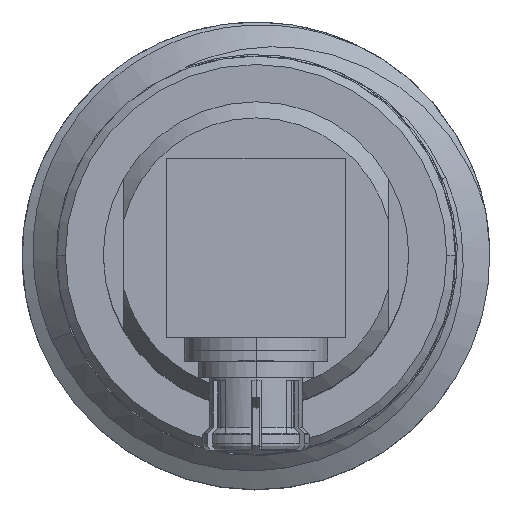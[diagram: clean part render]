
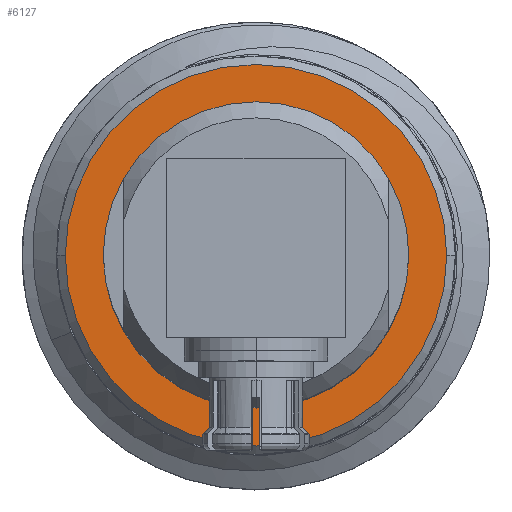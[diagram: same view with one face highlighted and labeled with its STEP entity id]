
A CAD part, top view. The second image highlights one B-rep face of the part: STEP entity #6127.
In plain terms, the highlighted face is planar.
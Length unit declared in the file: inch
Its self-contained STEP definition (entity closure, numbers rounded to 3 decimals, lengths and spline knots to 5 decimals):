
#43 = VERTEX_POINT ( 'NONE', #5129 ) ;
#280 = DIRECTION ( 'NONE',  ( 0., -1., 0. ) ) ;
#404 = CARTESIAN_POINT ( 'NONE',  ( 0.34994, 0., 0. ) ) ;
#425 = FACE_OUTER_BOUND ( 'NONE', #7854, .T. ) ;
#930 = EDGE_CURVE ( 'NONE', #1256, #43, #1543, .T. ) ;
#1048 = DIRECTION ( 'NONE',  ( 1., 0., 0. ) ) ;
#1087 = CARTESIAN_POINT ( 'NONE',  ( 0.34994, 0., 0. ) ) ;
#1123 = DIRECTION ( 'NONE',  ( 0., 1., 0. ) ) ;
#1256 = VERTEX_POINT ( 'NONE', #2689 ) ;
#1543 = CIRCLE ( 'NONE', #1808, 0.09 ) ;
#1623 = CARTESIAN_POINT ( 'NONE',  ( 0.34994, 0., -0.11238 ) ) ;
#1764 = DIRECTION ( 'NONE',  ( 0., -1., 0. ) ) ;
#1798 = DIRECTION ( 'NONE',  ( -1., 0., 0. ) ) ;
#1808 = AXIS2_PLACEMENT_3D ( 'NONE', #6852, #8219, #5612 ) ;
#1830 = AXIS2_PLACEMENT_3D ( 'NONE', #404, #1048, #280 ) ;
#2057 = CARTESIAN_POINT ( 'NONE',  ( 0.34994, 0., 0. ) ) ;
#2298 = EDGE_CURVE ( 'NONE', #4610, #4067, #4986, .T. ) ;
#2689 = CARTESIAN_POINT ( 'NONE',  ( 0.34994, -0.09, 0. ) ) ;
#2950 = CIRCLE ( 'NONE', #5962, 0.09 ) ;
#3522 = DIRECTION ( 'NONE',  ( 0., -1., 0. ) ) ;
#3929 = ORIENTED_EDGE ( 'NONE', *, *, #7670, .T. ) ;
#4067 = VERTEX_POINT ( 'NONE', #1623 ) ;
#4111 = ORIENTED_EDGE ( 'NONE', *, *, #930, .F. ) ;
#4204 = EDGE_LOOP ( 'NONE', ( #5441, #4111 ) ) ;
#4610 = VERTEX_POINT ( 'NONE', #6251 ) ;
#4857 = AXIS2_PLACEMENT_3D ( 'NONE', #2057, #5400, #3522 ) ;
#4986 = CIRCLE ( 'NONE', #1830, 0.11238 ) ;
#5129 = CARTESIAN_POINT ( 'NONE',  ( 0.34994, 0.09, 0. ) ) ;
#5400 = DIRECTION ( 'NONE',  ( 1., 0., 0. ) ) ;
#5441 = ORIENTED_EDGE ( 'NONE', *, *, #6432, .F. ) ;
#5612 = DIRECTION ( 'NONE',  ( 0., 1., 0. ) ) ;
#5962 = AXIS2_PLACEMENT_3D ( 'NONE', #1087, #6248, #1123 ) ;
#6127 = ADVANCED_FACE ( 'NONE', ( #425, #6232 ), #7674, .F. ) ;
#6232 = FACE_BOUND ( 'NONE', #4204, .T. ) ;
#6248 = DIRECTION ( 'NONE',  ( 1., 0., 0. ) ) ;
#6251 = CARTESIAN_POINT ( 'NONE',  ( 0.34994, 0., 0.11238 ) ) ;
#6432 = EDGE_CURVE ( 'NONE', #43, #1256, #2950, .T. ) ;
#6852 = CARTESIAN_POINT ( 'NONE',  ( 0.34994, 0., 0. ) ) ;
#7511 = ORIENTED_EDGE ( 'NONE', *, *, #2298, .T. ) ;
#7670 = EDGE_CURVE ( 'NONE', #4067, #4610, #8008, .T. ) ;
#7674 = PLANE ( 'NONE',  #8158 ) ;
#7854 = EDGE_LOOP ( 'NONE', ( #7511, #3929 ) ) ;
#8008 = CIRCLE ( 'NONE', #4857, 0.11238 ) ;
#8158 = AXIS2_PLACEMENT_3D ( 'NONE', #8160, #1798, #1764 ) ;
#8160 = CARTESIAN_POINT ( 'NONE',  ( 0.34994, 0., 0. ) ) ;
#8219 = DIRECTION ( 'NONE',  ( 1., 0., 0. ) ) ;
